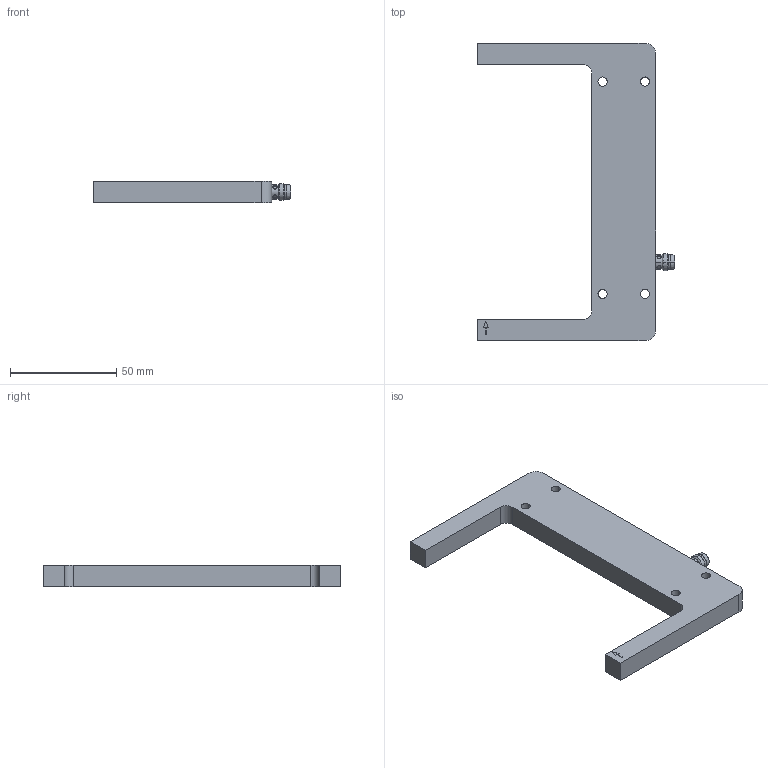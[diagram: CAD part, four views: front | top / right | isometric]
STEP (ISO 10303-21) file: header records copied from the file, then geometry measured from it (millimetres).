
FILE_DESCRIPTION (( 'STEP AP214' ), '1' );
FILE_NAME ('PSUR-0P-7F.STEP', '2016-07-18T17:04:03', ( '' ), ( '' ), 'SwSTEP 2.0', 'SolidWorks 2016', '' );
FILE_SCHEMA (( 'AUTOMOTIVE_DESIGN' ));
Length unit declared in the file: inch
Products named in the file (1): PSUR-0P-7F
Bounding box: 93 x 140 x 10 mm (x, y, z)
Volume: 52384.5 mm3; surface area: 16791.3 mm2
Topology: 1 solids, 1 shells, 81 faces, 189 edges, 124 vertices
Faces by surface type: cylinder 40, plane 35, cone 6
Entity records: 2509 total; most frequent: CARTESIAN_POINT 534, DIRECTION 421, ORIENTED_EDGE 378, EDGE_CURVE 189, AXIS2_PLACEMENT_3D 159, VERTEX_POINT 124, LINE 103, EDGE_LOOP 103
